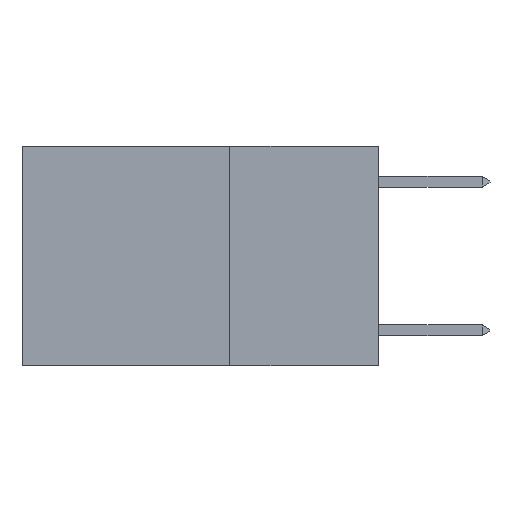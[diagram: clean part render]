
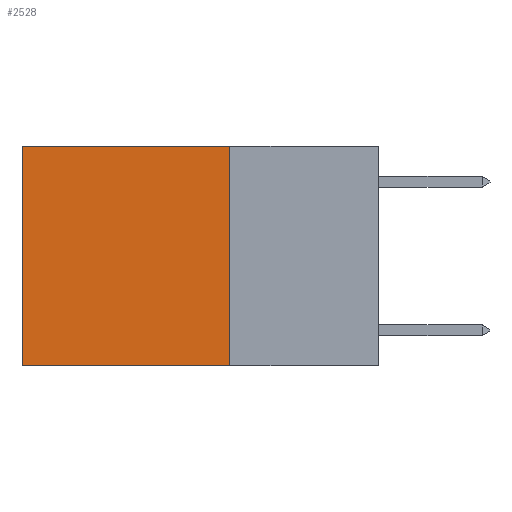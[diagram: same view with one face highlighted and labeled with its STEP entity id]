
A CAD part, left-side view. The second image highlights one B-rep face of the part: STEP entity #2528.
In plain terms, the highlighted planar face has unit normal (-1, 0, 0).
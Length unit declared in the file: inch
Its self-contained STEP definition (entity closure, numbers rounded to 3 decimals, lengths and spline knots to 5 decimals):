
#26 = CARTESIAN_POINT ( 'NONE',  ( 0.2625, 0.25, -0.37 ) ) ;
#106 = ORIENTED_EDGE ( 'NONE', *, *, #11617, .F. ) ;
#164 = FACE_OUTER_BOUND ( 'NONE', #1254, .T. ) ;
#953 = PLANE ( 'NONE',  #8958 ) ;
#1054 = EDGE_CURVE ( 'NONE', #8111, #4319, #4715, .T. ) ;
#1254 = EDGE_LOOP ( 'NONE', ( #4879, #106, #7487, #2977 ) ) ;
#1952 = DIRECTION ( 'NONE',  ( 1., 0., 0. ) ) ;
#2528 = ADVANCED_FACE ( 'NONE', ( #164 ), #953, .F. ) ;
#2977 = ORIENTED_EDGE ( 'NONE', *, *, #1054, .T. ) ;
#3141 = LINE ( 'NONE', #9623, #4042 ) ;
#3158 = VECTOR ( 'NONE', #7272, 39.37008 ) ;
#3406 = CARTESIAN_POINT ( 'NONE',  ( 0.2625, 0.6, 0. ) ) ;
#3831 = VECTOR ( 'NONE', #5573, 39.37008 ) ;
#3913 = VECTOR ( 'NONE', #7468, 39.37008 ) ;
#4042 = VECTOR ( 'NONE', #10460, 39.37008 ) ;
#4319 = VERTEX_POINT ( 'NONE', #3406 ) ;
#4715 = LINE ( 'NONE', #10692, #3831 ) ;
#4799 = CARTESIAN_POINT ( 'NONE',  ( 0.2625, 0.25, 0. ) ) ;
#4879 = ORIENTED_EDGE ( 'NONE', *, *, #5270, .T. ) ;
#5270 = EDGE_CURVE ( 'NONE', #4319, #6151, #5640, .T. ) ;
#5573 = DIRECTION ( 'NONE',  ( 0., 1., 0. ) ) ;
#5640 = LINE ( 'NONE', #8945, #3158 ) ;
#5857 = EDGE_CURVE ( 'NONE', #8111, #8788, #3141, .T. ) ;
#6151 = VERTEX_POINT ( 'NONE', #9911 ) ;
#6154 = CARTESIAN_POINT ( 'NONE',  ( 0.2625, 0.25, -0.37 ) ) ;
#6385 = CARTESIAN_POINT ( 'NONE',  ( 0.2625, 0.25, 0. ) ) ;
#7272 = DIRECTION ( 'NONE',  ( 0., 0., -1. ) ) ;
#7468 = DIRECTION ( 'NONE',  ( 0., 1., 0. ) ) ;
#7487 = ORIENTED_EDGE ( 'NONE', *, *, #5857, .F. ) ;
#8111 = VERTEX_POINT ( 'NONE', #6385 ) ;
#8286 = DIRECTION ( 'NONE',  ( 0., 0., -1. ) ) ;
#8594 = LINE ( 'NONE', #26, #3913 ) ;
#8788 = VERTEX_POINT ( 'NONE', #6154 ) ;
#8945 = CARTESIAN_POINT ( 'NONE',  ( 0.2625, 0.6, 0. ) ) ;
#8958 = AXIS2_PLACEMENT_3D ( 'NONE', #4799, #1952, #8286 ) ;
#9623 = CARTESIAN_POINT ( 'NONE',  ( 0.2625, 0.25, 0. ) ) ;
#9911 = CARTESIAN_POINT ( 'NONE',  ( 0.2625, 0.6, -0.37 ) ) ;
#10460 = DIRECTION ( 'NONE',  ( 0., 0., -1. ) ) ;
#10692 = CARTESIAN_POINT ( 'NONE',  ( 0.2625, 0.25, 0. ) ) ;
#11617 = EDGE_CURVE ( 'NONE', #8788, #6151, #8594, .T. ) ;
